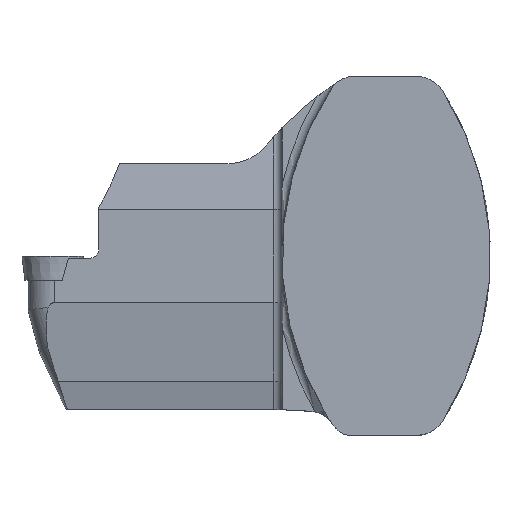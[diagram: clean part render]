
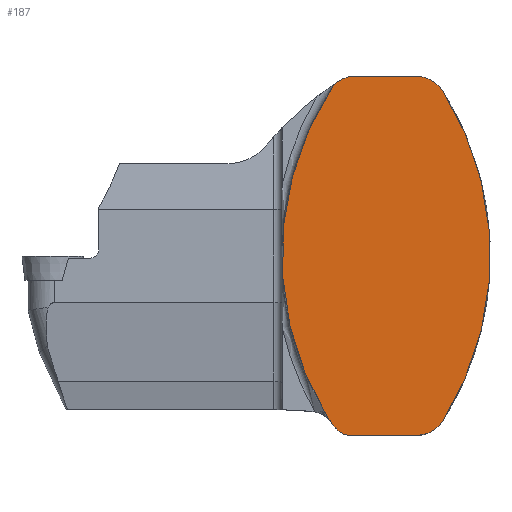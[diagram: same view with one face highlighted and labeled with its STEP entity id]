
A CAD part, top view. The second image highlights one B-rep face of the part: STEP entity #187.
In plain terms, the highlighted planar face has unit normal (0, 0, 1).
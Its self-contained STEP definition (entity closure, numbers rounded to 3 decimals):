
#119=CIRCLE('',#1062,60.5);
#121=CIRCLE('',#1069,60.25);
#122=CIRCLE('',#1072,6.);
#123=CIRCLE('',#1076,6.5);
#124=CIRCLE('',#1082,60.25);
#125=CIRCLE('',#1083,5.5);
#126=CIRCLE('',#1084,5.);
#127=CIRCLE('',#1085,6.);
#187=ADVANCED_FACE('',(#262),#231,.T.);
#231=PLANE('',#1086);
#262=FACE_OUTER_BOUND('',#306,.T.);
#306=EDGE_LOOP('',(#561,#562,#563,#564,#565,#566,#567,#568,#569,#570));
#377=LINE('',#1616,#438);
#382=LINE('',#1639,#443);
#438=VECTOR('',#1264,1.);
#443=VECTOR('',#1291,1.);
#561=ORIENTED_EDGE('',*,*,#877,.F.);
#562=ORIENTED_EDGE('',*,*,#855,.F.);
#563=ORIENTED_EDGE('',*,*,#884,.F.);
#564=ORIENTED_EDGE('',*,*,#885,.F.);
#565=ORIENTED_EDGE('',*,*,#886,.F.);
#566=ORIENTED_EDGE('',*,*,#887,.T.);
#567=ORIENTED_EDGE('',*,*,#888,.T.);
#568=ORIENTED_EDGE('',*,*,#868,.T.);
#569=ORIENTED_EDGE('',*,*,#872,.T.);
#570=ORIENTED_EDGE('',*,*,#875,.T.);
#762=VERTEX_POINT('',#1572);
#763=VERTEX_POINT('',#1574);
#773=VERTEX_POINT('',#1601);
#774=VERTEX_POINT('',#1603);
#776=VERTEX_POINT('',#1609);
#778=VERTEX_POINT('',#1615);
#783=VERTEX_POINT('',#1634);
#784=VERTEX_POINT('',#1636);
#785=VERTEX_POINT('',#1638);
#786=VERTEX_POINT('',#1640);
#855=EDGE_CURVE('',#762,#763,#119,.T.);
#868=EDGE_CURVE('',#774,#773,#121,.T.);
#872=EDGE_CURVE('',#773,#776,#122,.T.);
#875=EDGE_CURVE('',#776,#778,#377,.T.);
#877=EDGE_CURVE('',#763,#778,#123,.T.);
#884=EDGE_CURVE('',#783,#762,#124,.T.);
#885=EDGE_CURVE('',#784,#783,#125,.T.);
#886=EDGE_CURVE('',#785,#784,#126,.T.);
#887=EDGE_CURVE('',#785,#786,#382,.T.);
#888=EDGE_CURVE('',#786,#774,#127,.T.);
#1062=AXIS2_PLACEMENT_3D('',#1573,#1229,#1230);
#1069=AXIS2_PLACEMENT_3D('',#1602,#1250,#1251);
#1072=AXIS2_PLACEMENT_3D('',#1610,#1258,#1259);
#1076=AXIS2_PLACEMENT_3D('',#1619,#1269,#1270);
#1082=AXIS2_PLACEMENT_3D('',#1633,#1285,#1286);
#1083=AXIS2_PLACEMENT_3D('',#1635,#1287,#1288);
#1084=AXIS2_PLACEMENT_3D('',#1637,#1289,#1290);
#1085=AXIS2_PLACEMENT_3D('',#1641,#1292,#1293);
#1086=AXIS2_PLACEMENT_3D('',#1642,#1294,#1295);
#1229=DIRECTION('',(0.,0.,-1.));
#1230=DIRECTION('',(0.,1.,0.));
#1250=DIRECTION('',(0.,0.,1.));
#1251=DIRECTION('',(0.,1.,0.));
#1258=DIRECTION('',(0.,0.,1.));
#1259=DIRECTION('',(0.,1.,0.));
#1264=DIRECTION('',(-1.,0.,0.));
#1269=DIRECTION('',(0.,0.,-1.));
#1270=DIRECTION('',(0.,1.,0.));
#1285=DIRECTION('',(0.,0.,-1.));
#1286=DIRECTION('',(0.,1.,0.));
#1287=DIRECTION('',(0.,0.,1.));
#1288=DIRECTION('',(0.,1.,0.));
#1289=DIRECTION('',(0.,0.,-1.));
#1290=DIRECTION('',(0.,1.,0.));
#1291=DIRECTION('',(1.,0.,0.));
#1292=DIRECTION('',(0.,0.,1.));
#1293=DIRECTION('',(0.,1.,0.));
#1294=DIRECTION('',(0.,0.,1.));
#1295=DIRECTION('',(0.,1.,0.));
#1572=CARTESIAN_POINT('',(-10.104,33.461,0.325));
#1573=CARTESIAN_POINT('',(23.373,-16.933,0.325));
#1574=CARTESIAN_POINT('',(-8.975,34.193,0.325));
#1601=CARTESIAN_POINT('',(11.069,32.207,0.325));
#1602=CARTESIAN_POINT('',(-39.85,0.,0.325));
#1603=CARTESIAN_POINT('',(11.069,-32.207,0.325));
#1609=CARTESIAN_POINT('',(5.998,35.,0.325));
#1610=CARTESIAN_POINT('',(5.998,29.,0.325));
#1615=CARTESIAN_POINT('',(-7.1,35.,0.325));
#1616=CARTESIAN_POINT('',(40.,35.,0.325));
#1619=CARTESIAN_POINT('',(-5.5,28.7,0.325));
#1633=CARTESIAN_POINT('',(40.,0.,0.325));
#1634=CARTESIAN_POINT('',(-11.136,-31.862,0.325));
#1635=CARTESIAN_POINT('',(-14.993,-35.783,0.325));
#1636=CARTESIAN_POINT('',(-10.335,-32.859,0.325));
#1637=CARTESIAN_POINT('',(-6.1,-30.2,0.325));
#1638=CARTESIAN_POINT('',(-7.5,-35.,0.325));
#1639=CARTESIAN_POINT('',(40.,-35.,0.325));
#1640=CARTESIAN_POINT('',(5.998,-35.,0.325));
#1641=CARTESIAN_POINT('',(5.998,-29.,0.325));
#1642=CARTESIAN_POINT('',(40.,0.,0.325));
